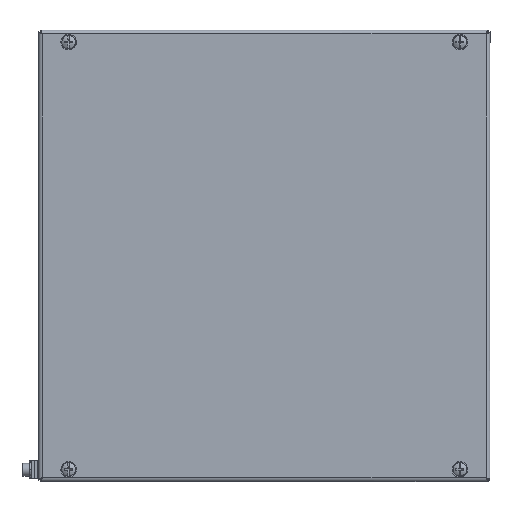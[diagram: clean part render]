
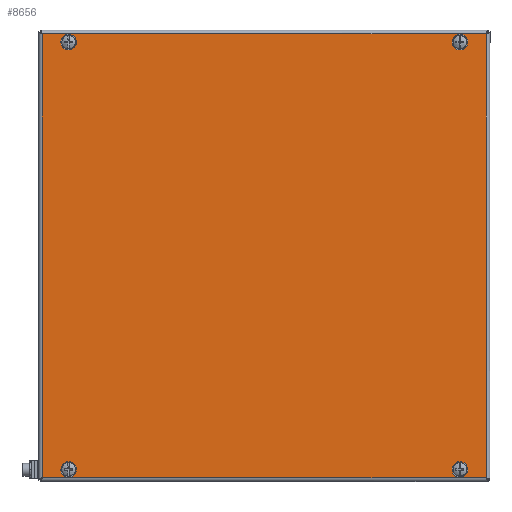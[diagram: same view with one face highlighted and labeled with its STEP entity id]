
A CAD part, top view. The second image highlights one B-rep face of the part: STEP entity #8656.
In plain terms, the highlighted face is planar.
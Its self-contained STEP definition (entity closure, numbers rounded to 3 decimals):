
#1103=LINE('',#19190,#1706);
#1104=LINE('',#19192,#1707);
#1105=LINE('',#19194,#1708);
#1106=LINE('',#19195,#1709);
#1706=VECTOR('',#11747,1000.);
#1707=VECTOR('',#11748,1000.);
#1708=VECTOR('',#11749,1000.);
#1709=VECTOR('',#11750,1000.);
#1957=PLANE('',#9524);
#2133=FACE_BOUND('',#3344,.T.);
#2134=FACE_BOUND('',#3345,.T.);
#2135=FACE_BOUND('',#3346,.T.);
#2136=FACE_BOUND('',#3347,.T.);
#2648=FACE_OUTER_BOUND('',#3343,.T.);
#3343=EDGE_LOOP('',(#7729,#7730,#7731,#7732));
#3344=EDGE_LOOP('',(#7733));
#3345=EDGE_LOOP('',(#7734));
#3346=EDGE_LOOP('',(#7735));
#3347=EDGE_LOOP('',(#7736));
#3762=CIRCLE('',#9513,4.);
#3764=CIRCLE('',#9516,4.);
#3766=CIRCLE('',#9519,4.);
#3768=CIRCLE('',#9522,4.);
#4432=VERTEX_POINT('',#19161);
#4434=VERTEX_POINT('',#19166);
#4436=VERTEX_POINT('',#19171);
#4438=VERTEX_POINT('',#19176);
#4443=VERTEX_POINT('',#19188);
#4444=VERTEX_POINT('',#19189);
#4445=VERTEX_POINT('',#19191);
#4446=VERTEX_POINT('',#19193);
#5543=EDGE_CURVE('',#4432,#4432,#3762,.T.);
#5545=EDGE_CURVE('',#4434,#4434,#3764,.T.);
#5547=EDGE_CURVE('',#4436,#4436,#3766,.T.);
#5549=EDGE_CURVE('',#4438,#4438,#3768,.T.);
#5554=EDGE_CURVE('',#4443,#4444,#1103,.T.);
#5555=EDGE_CURVE('',#4444,#4445,#1104,.T.);
#5556=EDGE_CURVE('',#4445,#4446,#1105,.T.);
#5557=EDGE_CURVE('',#4446,#4443,#1106,.T.);
#7729=ORIENTED_EDGE('',*,*,#5554,.T.);
#7730=ORIENTED_EDGE('',*,*,#5555,.T.);
#7731=ORIENTED_EDGE('',*,*,#5556,.T.);
#7732=ORIENTED_EDGE('',*,*,#5557,.T.);
#7733=ORIENTED_EDGE('',*,*,#5543,.F.);
#7734=ORIENTED_EDGE('',*,*,#5545,.F.);
#7735=ORIENTED_EDGE('',*,*,#5547,.F.);
#7736=ORIENTED_EDGE('',*,*,#5549,.F.);
#8656=ADVANCED_FACE('',(#2648,#2133,#2134,#2135,#2136),#1957,.F.);
#9513=AXIS2_PLACEMENT_3D('',#19162,#11719,#11720);
#9516=AXIS2_PLACEMENT_3D('',#19167,#11725,#11726);
#9519=AXIS2_PLACEMENT_3D('',#19172,#11731,#11732);
#9522=AXIS2_PLACEMENT_3D('',#19177,#11737,#11738);
#9524=AXIS2_PLACEMENT_3D('',#19187,#11745,#11746);
#11719=DIRECTION('center_axis',(0.,0.,-1.));
#11720=DIRECTION('ref_axis',(1.,0.,0.));
#11725=DIRECTION('center_axis',(0.,0.,-1.));
#11726=DIRECTION('ref_axis',(-1.,0.,0.));
#11731=DIRECTION('center_axis',(0.,0.,-1.));
#11732=DIRECTION('ref_axis',(1.,0.,0.));
#11737=DIRECTION('center_axis',(0.,0.,-1.));
#11738=DIRECTION('ref_axis',(-1.,0.,0.));
#11745=DIRECTION('center_axis',(0.,0.,1.));
#11746=DIRECTION('ref_axis',(1.,0.,0.));
#11747=DIRECTION('',(-1.,0.,0.));
#11748=DIRECTION('',(0.,1.,0.));
#11749=DIRECTION('',(1.,0.,0.));
#11750=DIRECTION('',(0.,-1.,0.));
#19161=CARTESIAN_POINT('',(126.,-142.,0.));
#19162=CARTESIAN_POINT('Origin',(130.,-142.,0.));
#19166=CARTESIAN_POINT('',(-134.,-142.,0.));
#19167=CARTESIAN_POINT('Origin',(-130.,-142.,0.));
#19171=CARTESIAN_POINT('',(-134.,142.,0.));
#19172=CARTESIAN_POINT('Origin',(-130.,142.,0.));
#19176=CARTESIAN_POINT('',(126.,142.,0.));
#19177=CARTESIAN_POINT('Origin',(130.,142.,0.));
#19187=CARTESIAN_POINT('Origin',(-150.,150.,0.));
#19188=CARTESIAN_POINT('',(147.5,-147.5,0.));
#19189=CARTESIAN_POINT('',(-147.5,-147.5,0.));
#19190=CARTESIAN_POINT('',(148.743,-147.5,0.));
#19191=CARTESIAN_POINT('',(-147.5,147.5,0.));
#19192=CARTESIAN_POINT('',(-147.5,-148.743,0.));
#19193=CARTESIAN_POINT('',(147.5,147.5,0.));
#19194=CARTESIAN_POINT('',(-148.743,147.5,0.));
#19195=CARTESIAN_POINT('',(147.5,148.743,0.));
